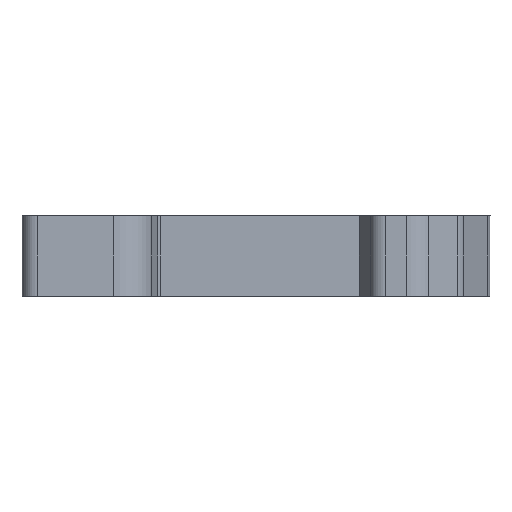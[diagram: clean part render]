
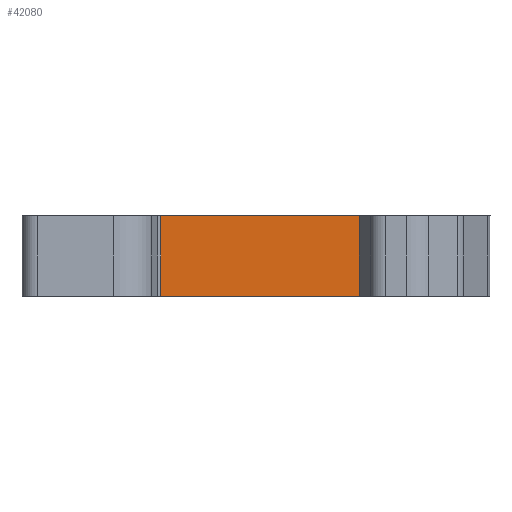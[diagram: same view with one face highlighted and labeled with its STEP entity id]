
A CAD part, front view. The second image highlights one B-rep face of the part: STEP entity #42080.
In plain terms, the highlighted face is planar.
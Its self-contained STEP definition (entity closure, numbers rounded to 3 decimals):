
#4170=CARTESIAN_POINT('',(12.022,122.759,
54.95));
#4180=VERTEX_POINT('',#4170);
#4210=CARTESIAN_POINT('',(12.022,122.759,1.2));
#4220=DIRECTION('',(0.,0.,1.));
#4230=VECTOR('',#4220,1.);
#4240=LINE('',#4210,#4230);
#4250=CARTESIAN_POINT('',(12.022,122.759,
60.1));
#4260=VERTEX_POINT('',#4250);
#4270=EDGE_CURVE('',#4180,#4260,#4240,.T.);
#13150=CARTESIAN_POINT('',(15.541,109.622,
54.95));
#13160=VERTEX_POINT('',#13150);
#13310=CARTESIAN_POINT('',(15.541,109.622,
60.1));
#13320=VERTEX_POINT('',#13310);
#13350=CARTESIAN_POINT('',(15.541,109.622,
1.2));
#13360=DIRECTION('',(0.,0.,-1.));
#13370=VECTOR('',#13360,1.);
#13380=LINE('',#13350,#13370);
#13390=EDGE_CURVE('',#13320,#13160,#13380,.T.);
#22510=CARTESIAN_POINT('',(24.627,75.715,
54.95));
#22520=DIRECTION('',(-0.259,0.966,
0.));
#22530=VECTOR('',#22520,1.);
#22540=LINE('',#22510,#22530);
#22550=EDGE_CURVE('',#13160,#4180,#22540,.T.);
#41920=CARTESIAN_POINT('',(11.864,123.347,
54.95));
#41930=DIRECTION('',(0.966,0.259,
0.));
#41940=DIRECTION('',(-0.259,0.966,
0.));
#41950=AXIS2_PLACEMENT_3D('',#41920,#41930,#41940);
#41960=PLANE('',#41950);
#41970=ORIENTED_EDGE('',*,*,#4270,.T.);
#41980=ORIENTED_EDGE('',*,*,#22550,.T.);
#41990=ORIENTED_EDGE('',*,*,#13390,.T.);
#42000=CARTESIAN_POINT('',(24.627,75.715,
60.1));
#42010=DIRECTION('',(0.259,-0.966,
0.));
#42020=VECTOR('',#42010,1.);
#42030=LINE('',#42000,#42020);
#42040=EDGE_CURVE('',#4260,#13320,#42030,.T.);
#42050=ORIENTED_EDGE('',*,*,#42040,.T.);
#42060=EDGE_LOOP('',(#42050,#41990,#41980,#41970));
#42070=FACE_OUTER_BOUND('',#42060,.T.);
#42080=ADVANCED_FACE('',(#42070),#41960,.T.);
